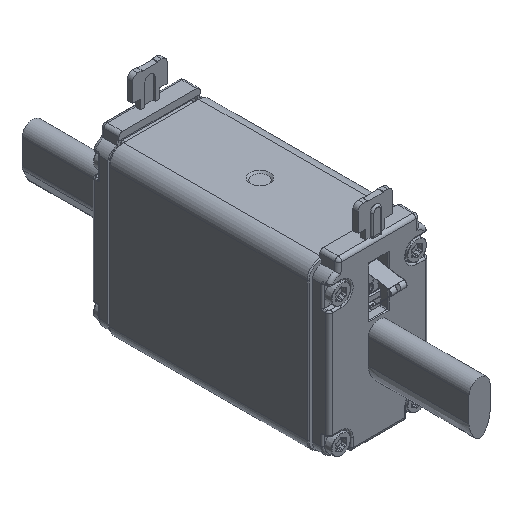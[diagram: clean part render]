
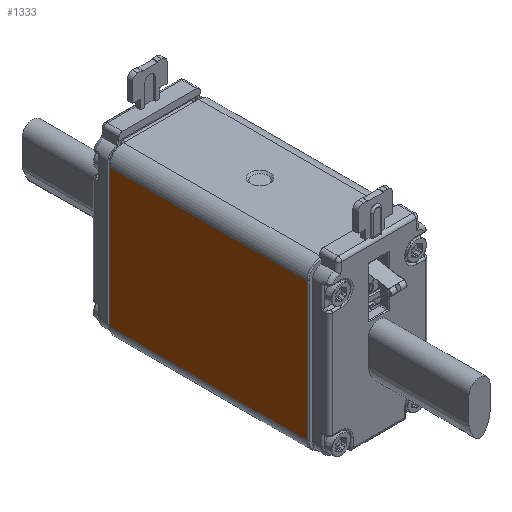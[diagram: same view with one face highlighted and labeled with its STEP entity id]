
A CAD part, isometric view. The second image highlights one B-rep face of the part: STEP entity #1333.
In plain terms, the highlighted planar face has unit normal (-1, 0, 0).
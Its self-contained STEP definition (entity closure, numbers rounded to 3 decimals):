
#1333=ADVANCED_FACE('',(#3127),#2512,.T.);
#2512=PLANE('',#21479);
#3127=FACE_OUTER_BOUND('',#4207,.T.);
#4207=EDGE_LOOP('',(#6017,#6018,#6019,#6020));
#6017=ORIENTED_EDGE('',*,*,#13868,.T.);
#6018=ORIENTED_EDGE('',*,*,#13869,.T.);
#6019=ORIENTED_EDGE('',*,*,#13870,.T.);
#6020=ORIENTED_EDGE('',*,*,#13871,.T.);
#11817=VERTEX_POINT('',#30906);
#11818=VERTEX_POINT('',#30907);
#11819=VERTEX_POINT('',#30909);
#11820=VERTEX_POINT('',#30911);
#13868=EDGE_CURVE('',#11817,#11818,#16801,.T.);
#13869=EDGE_CURVE('',#11818,#11819,#16802,.T.);
#13870=EDGE_CURVE('',#11819,#11820,#16803,.T.);
#13871=EDGE_CURVE('',#11820,#11817,#16804,.T.);
#16801=LINE('',#30905,#18605);
#16802=LINE('',#30908,#18606);
#16803=LINE('',#30910,#18607);
#16804=LINE('',#30912,#18608);
#18605=VECTOR('',#24216,1.);
#18606=VECTOR('',#24217,1.);
#18607=VECTOR('',#24218,1.);
#18608=VECTOR('',#24219,1.);
#21479=AXIS2_PLACEMENT_3D('',#30913,#24220,#24221);
#24216=DIRECTION('',(0.,-1.,0.));
#24217=DIRECTION('',(0.,0.,1.));
#24218=DIRECTION('',(0.,1.,0.));
#24219=DIRECTION('',(0.,0.,-1.));
#24220=DIRECTION('',(-1.,0.,0.));
#24221=DIRECTION('',(0.,0.,-1.));
#30905=CARTESIAN_POINT('',(13.75,23.05,4.));
#30906=CARTESIAN_POINT('',(13.75,51.25,4.));
#30907=CARTESIAN_POINT('',(13.75,-5.15,4.));
#30908=CARTESIAN_POINT('',(13.75,-5.15,0.));
#30909=CARTESIAN_POINT('',(13.75,-5.15,43.5));
#30910=CARTESIAN_POINT('',(13.75,23.05,43.5));
#30911=CARTESIAN_POINT('',(13.75,51.25,43.5));
#30912=CARTESIAN_POINT('',(13.75,51.25,0.));
#30913=CARTESIAN_POINT('',(13.75,23.05,0.));
